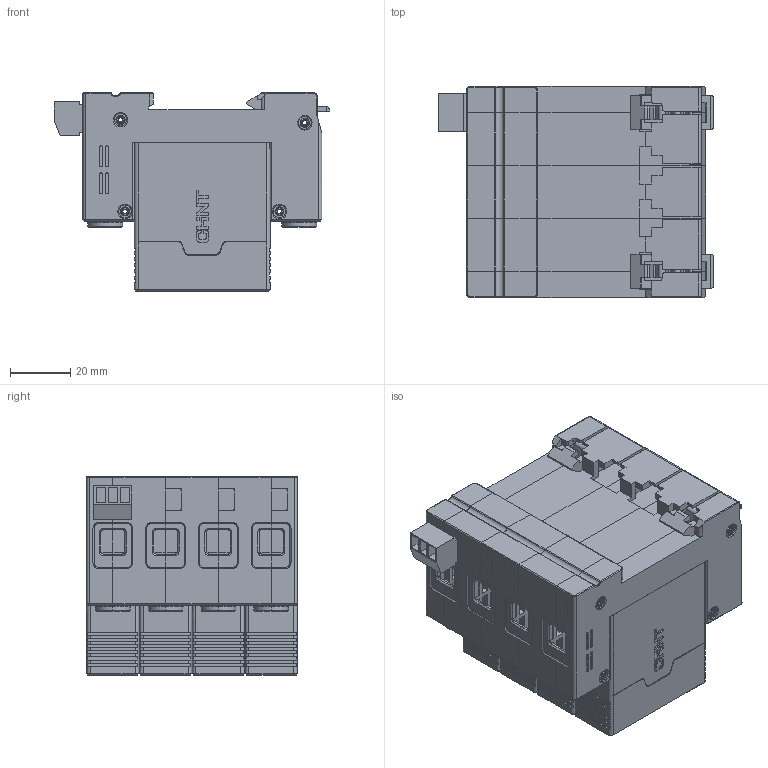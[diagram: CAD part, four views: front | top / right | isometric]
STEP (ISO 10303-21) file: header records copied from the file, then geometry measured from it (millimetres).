
FILE_DESCRIPTION((''),'2;1');
FILE_NAME('NXU-I_II_12_5-4PAND3PN_ASM','2020-08-13T08:15:05',('zxueq'),(''),'CREO PARAMETRIC BY PTC INC, 2018020','CREO PARAMETRIC BY PTC INC, 2018020','');
FILE_SCHEMA(('CONFIG_CONTROL_DESIGN','SHAPE_APPEARANCE_LAYERS_GROUPS'));
Products named in the file (1): NXU-I_II_12_5-4PAND3PN_ASM
Bounding box: 91.4 x 70 x 65.7 mm (x, y, z)
Volume: 21224.5 mm3; surface area: 150023 mm2
Topology: 10 solids, 18 shells, 6627 faces, 18739 edges, 12303 vertices
Faces by surface type: plane 5306, cylinder 939, torus 176, cone 154, extrusion 48, sphere 4
Entity records: 267768 total; most frequent: CARTESIAN_POINT 40255, ORIENTED_EDGE 37295, DIRECTION 33993, EDGE_CURVE 18735, PRESENTATION_STYLE_ASSIGNMENT 16323, STYLED_ITEM 16323, VECTOR 15075, LINE 15027
